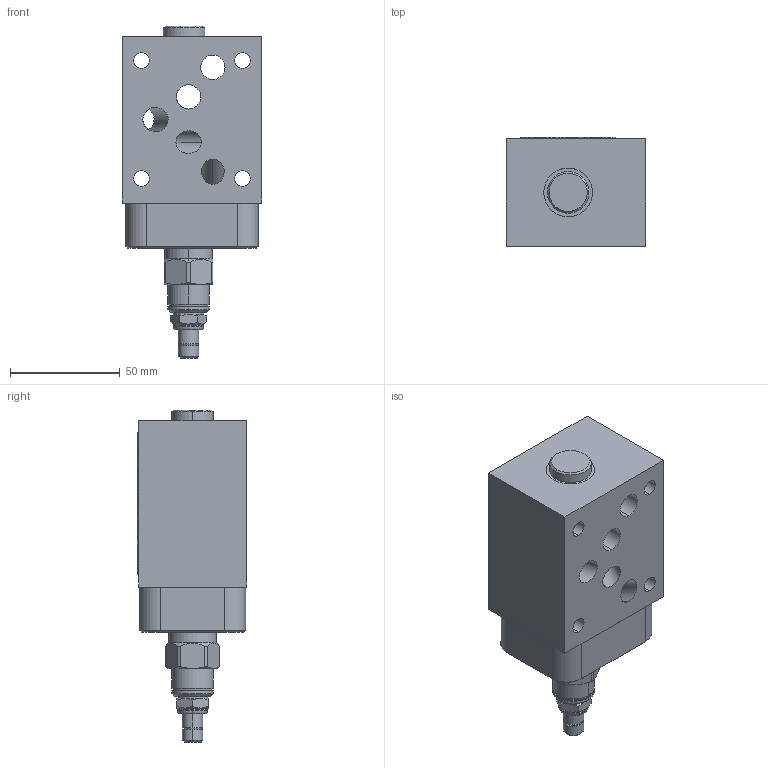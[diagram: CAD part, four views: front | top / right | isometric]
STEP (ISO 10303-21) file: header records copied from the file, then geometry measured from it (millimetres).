
FILE_DESCRIPTION((''),'2;1');
FILE_NAME('MANIFOLD_STP1_ASM','2008-05-09T',('Administrator'),(''),'PRO/ENGINEER BY PARAMETRIC TECHNOLOGY CORPORATION, 2006240','PRO/ENGINEER BY PARAMETRIC TECHNOLOGY CORPORATION, 2006240','');
FILE_SCHEMA(('CONFIG_CONTROL_DESIGN'));
Length unit declared in the file: inch
Products named in the file (3): 151203003C; RPECLAN-CBG-M_CART; MANIFOLD_STP1_ASM
Assembly tree (2 placements, depth 2):
  MANIFOLD_STP1_ASM
    151203003C
    RPECLAN-CBG-M_CART
Bounding box: 63.5 x 49.76 x 151.54 mm (x, y, z)
Surface area: 54983.8 mm2 (no closed solid volume)
Topology: 0 solids, 14 shells, 299 faces, 694 edges, 427 vertices
Faces by surface type: cylinder 121, plane 63, cone 57, torus 51, sphere 7
Entity records: 9463 total; most frequent: CARTESIAN_POINT 2366, DIRECTION 1601, ORIENTED_EDGE 1368, EDGE_CURVE 692, AXIS2_PLACEMENT_3D 688, VERTEX_POINT 427, CIRCLE 384, EDGE_LOOP 354
